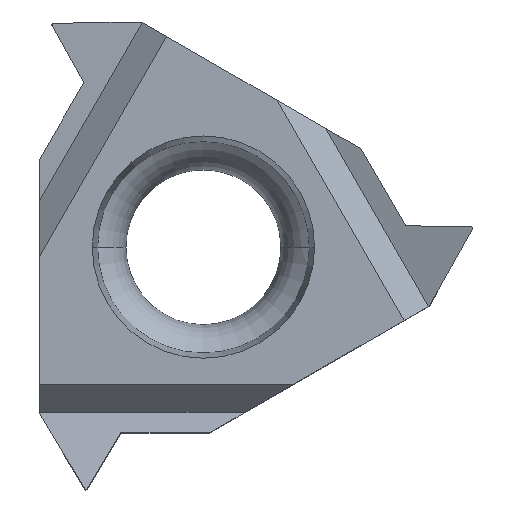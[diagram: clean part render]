
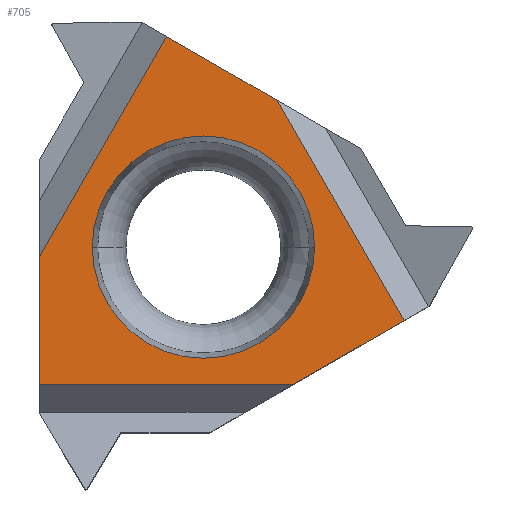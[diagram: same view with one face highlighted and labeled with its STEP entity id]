
A CAD part, top view. The second image highlights one B-rep face of the part: STEP entity #705.
In plain terms, the highlighted planar face has unit normal (0, 0, 1).
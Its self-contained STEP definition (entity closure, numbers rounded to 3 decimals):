
#18=DIRECTION('',(0.5,-0.866,0.));
#19=VECTOR('',#18,4.922);
#20=CARTESIAN_POINT('',(1.428,2.842,0.));
#21=LINE('',#20,#19);
#26=DIRECTION('',(-0.866,-0.5,0.));
#27=VECTOR('',#26,2.473);
#28=CARTESIAN_POINT('',(3.889,-1.421,
0.));
#29=LINE('',#28,#27);
#33=DIRECTION('',(0.5,0.866,0.));
#34=VECTOR('',#33,4.922);
#35=CARTESIAN_POINT('',(-3.175,-0.185,0.));
#36=LINE('',#35,#34);
#40=DIRECTION('',(0.866,-0.5,0.));
#41=VECTOR('',#40,2.473);
#42=CARTESIAN_POINT('',(-0.714,4.078,
0.));
#43=LINE('',#42,#41);
#47=CARTESIAN_POINT('',(0.,0.,0.));
#48=DIRECTION('',(0.,0.,1.));
#49=DIRECTION('',(1.,0.,0.));
#50=AXIS2_PLACEMENT_3D('',#47,#48,#49);
#55=CARTESIAN_POINT('',(0.,0.,0.));
#56=DIRECTION('',(0.,0.,1.));
#57=DIRECTION('',(-1.,0.,0.));
#58=AXIS2_PLACEMENT_3D('',#55,#56,#57);
#126=DIRECTION('',(0.,-1.,0.));
#127=VECTOR('',#126,2.473);
#128=CARTESIAN_POINT('',(-3.175,-0.185,0.));
#129=LINE('',#128,#127);
#154=DIRECTION('',(1.,0.,0.));
#155=VECTOR('',#154,4.922);
#156=CARTESIAN_POINT('',(-3.175,-2.657,0.));
#157=LINE('',#156,#155);
#583=CARTESIAN_POINT('',(1.428,2.842,
0.));
#584=CARTESIAN_POINT('',(3.889,-1.421,
0.));
#585=VERTEX_POINT('',#583);
#586=VERTEX_POINT('',#584);
#587=CARTESIAN_POINT('',(1.747,-2.657,0.));
#588=VERTEX_POINT('',#587);
#589=CARTESIAN_POINT('',(-3.175,-2.657,0.));
#590=VERTEX_POINT('',#589);
#591=CARTESIAN_POINT('',(-3.175,-0.185,0.));
#592=VERTEX_POINT('',#591);
#593=CARTESIAN_POINT('',(-0.714,4.078,
0.));
#594=VERTEX_POINT('',#593);
#595=CARTESIAN_POINT('',(2.153,0.,0.));
#596=CARTESIAN_POINT('',(-2.153,0.,0.));
#597=VERTEX_POINT('',#595);
#598=VERTEX_POINT('',#596);
#680=CARTESIAN_POINT('',(0.,0.,0.));
#681=DIRECTION('',(0.,0.,1.));
#682=DIRECTION('',(-1.,0.,0.));
#683=AXIS2_PLACEMENT_3D('',#680,#681,#682);
#684=PLANE('',#683);
#686=ORIENTED_EDGE('',*,*,#685,.T.);
#688=ORIENTED_EDGE('',*,*,#687,.T.);
#690=ORIENTED_EDGE('',*,*,#689,.F.);
#692=ORIENTED_EDGE('',*,*,#691,.F.);
#694=ORIENTED_EDGE('',*,*,#693,.T.);
#696=ORIENTED_EDGE('',*,*,#695,.T.);
#697=EDGE_LOOP('',(#686,#688,#690,#692,#694,#696));
#698=FACE_OUTER_BOUND('',#697,.F.);
#700=ORIENTED_EDGE('',*,*,#699,.T.);
#702=ORIENTED_EDGE('',*,*,#701,.T.);
#703=EDGE_LOOP('',(#700,#702));
#704=FACE_BOUND('',#703,.F.);
#51=CIRCLE('',#50,2.153);
#59=CIRCLE('',#58,2.153);
#685=EDGE_CURVE('',#585,#586,#21,.T.);
#687=EDGE_CURVE('',#586,#588,#29,.T.);
#689=EDGE_CURVE('',#590,#588,#157,.T.);
#691=EDGE_CURVE('',#592,#590,#129,.T.);
#693=EDGE_CURVE('',#592,#594,#36,.T.);
#695=EDGE_CURVE('',#594,#585,#43,.T.);
#699=EDGE_CURVE('',#597,#598,#51,.T.);
#701=EDGE_CURVE('',#598,#597,#59,.T.);
#705=ADVANCED_FACE('',(#698,#704),#684,.T.);
